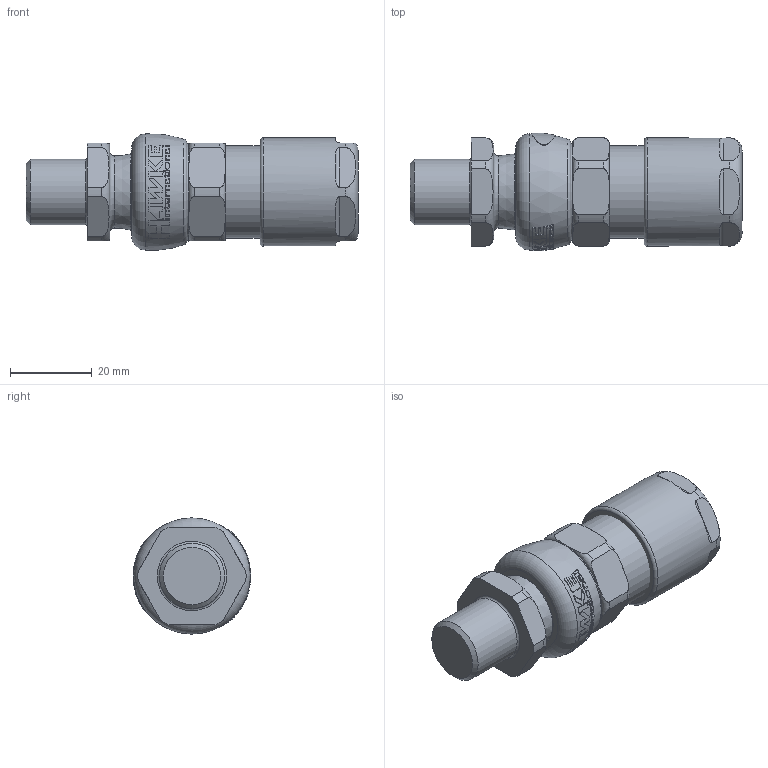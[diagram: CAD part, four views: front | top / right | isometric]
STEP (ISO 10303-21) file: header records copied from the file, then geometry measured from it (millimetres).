
FILE_DESCRIPTION(/* description */ (''),/* implementation_level */ '2;1');
FILE_NAME(/* name */ '710_X O.stp',/* time_stamp */ '2020-06-11T15:40:45+05:00',/* author */ ('jgandhi'),/* organization */ (''),/* preprocessor_version */ 'ST-DEVELOPER v18',/* originating_system */ 'Autodesk Inventor 2020',/* authorisation */ '');
FILE_SCHEMA (('AUTOMOTIVE_DESIGN { 1 0 10303 214 3 1 1 }','AP242_MANAGED_MODEL_BASED_3D_ENGINEERING_MIM_LF { 1 0 10303 442 1 1 4 }'));
Length unit declared in the file: centimetre
Products named in the file (1): 710_X O
Bounding box: 81.33 x 28.86 x 28.5 mm (x, y, z)
Volume: 59996.3 mm3; surface area: 20455.4 mm2
Topology: 9 solids, 9 shells, 703 faces, 1973 edges, 1324 vertices
Faces by surface type: plane 272, bspline 160, torus 138, cylinder 86, cone 47
Full cylindrical faces by diameter (mm): 11.8 x1, 12 x1, 13 x1, 14.4 x1, 15.1 x1, 15.2 x1, 16 x2, 16.8 x1, 18 x2, 19 x3, 20.638 x1, 22.6 x1, 23 x1, 23.65 x1, 24 x1, 26.5 x1
Entity records: 27919 total; most frequent: CARTESIAN_POINT 10474, ORIENTED_EDGE 3946, DIRECTION 2863, EDGE_CURVE 1973, VERTEX_POINT 1324, AXIS2_PLACEMENT_3D 1125, EDGE_LOOP 745, STYLED_ITEM 712
